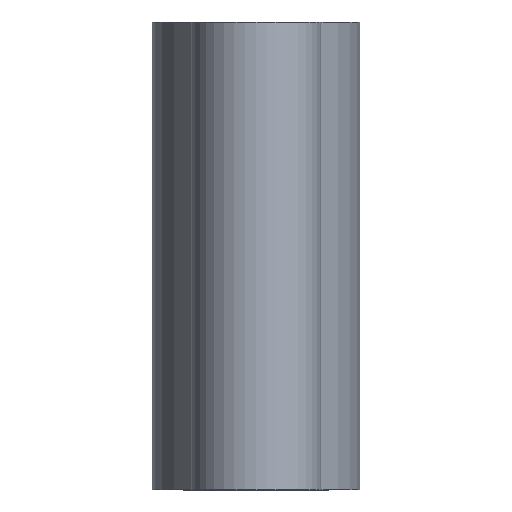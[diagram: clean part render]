
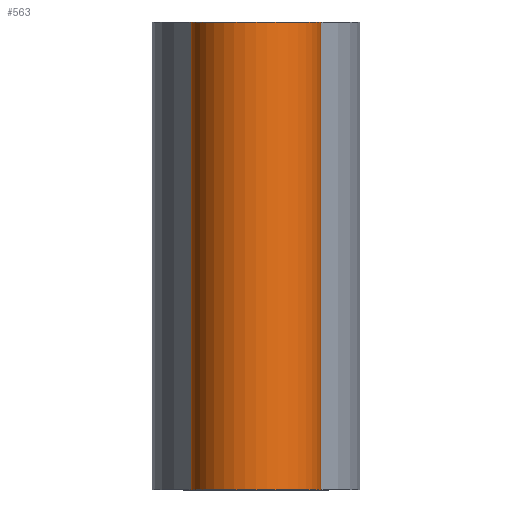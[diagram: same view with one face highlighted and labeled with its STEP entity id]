
A CAD part, top view. The second image highlights one B-rep face of the part: STEP entity #563.
In plain terms, the highlighted cylindrical face has radius 2.5 mm (diameter 5 mm), a partial arc.
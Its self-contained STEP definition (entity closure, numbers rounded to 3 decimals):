
#96=AXIS2_PLACEMENT_3D('Circle Axis2P3D',#94,#95,$) ;
#416=AXIS2_PLACEMENT_3D('Circle Axis2P3D',#414,#415,$) ;
#550=AXIS2_PLACEMENT_3D('Cylinder Axis2P3D',#547,#548,#549) ;
#91=CARTESIAN_POINT('Vertex',(6.5,0.,7.)) ;
#94=CARTESIAN_POINT('Axis2P3D Location',(4.,0.,7.)) ;
#98=CARTESIAN_POINT('Vertex',(1.5,0.,7.)) ;
#239=CARTESIAN_POINT('Line Origine',(1.5,9.,7.)) ;
#243=CARTESIAN_POINT('Vertex',(1.5,18.,7.)) ;
#414=CARTESIAN_POINT('Axis2P3D Location',(4.,18.,7.)) ;
#418=CARTESIAN_POINT('Vertex',(6.5,18.,7.)) ;
#547=CARTESIAN_POINT('Axis2P3D Location',(4.,9.61,7.)) ;
#552=CARTESIAN_POINT('Line Origine',(6.5,9.61,7.)) ;
#95=DIRECTION('Axis2P3D Direction',(0.,1.,0.)) ;
#240=DIRECTION('Vector Direction',(0.,1.,0.)) ;
#415=DIRECTION('Axis2P3D Direction',(0.,1.,0.)) ;
#548=DIRECTION('Axis2P3D Direction',(0.,1.,0.)) ;
#549=DIRECTION('Axis2P3D XDirection',(-1.,0.,0.)) ;
#553=DIRECTION('Vector Direction',(0.,1.,0.)) ;
#241=VECTOR('Line Direction',#240,1.) ;
#554=VECTOR('Line Direction',#553,1.) ;
#558=ORIENTED_EDGE('',*,*,#245,.F.) ;
#559=ORIENTED_EDGE('',*,*,#100,.T.) ;
#560=ORIENTED_EDGE('',*,*,#556,.T.) ;
#561=ORIENTED_EDGE('',*,*,#420,.F.) ;
#563=ADVANCED_FACE('S3D',(#562),#551,.T.) ;
#97=CIRCLE('generated circle',#96,2.5) ;
#417=CIRCLE('generated circle',#416,2.5) ;
#551=CYLINDRICAL_SURFACE('generated cylinder',#550,2.5) ;
#100=EDGE_CURVE('',#99,#92,#97,.T.) ;
#245=EDGE_CURVE('',#99,#244,#242,.T.) ;
#420=EDGE_CURVE('',#244,#419,#417,.T.) ;
#556=EDGE_CURVE('',#92,#419,#555,.T.) ;
#557=EDGE_LOOP('',(#558,#559,#560,#561)) ;
#562=FACE_OUTER_BOUND('',#557,.T.) ;
#242=LINE('Line',#239,#241) ;
#555=LINE('Line',#552,#554) ;
#92=VERTEX_POINT('',#91) ;
#99=VERTEX_POINT('',#98) ;
#244=VERTEX_POINT('',#243) ;
#419=VERTEX_POINT('',#418) ;
